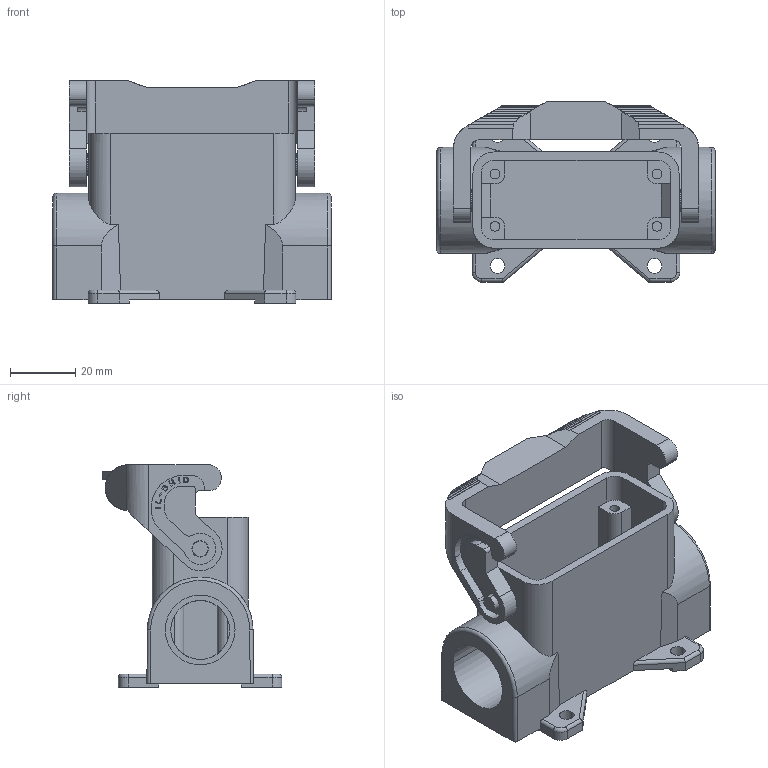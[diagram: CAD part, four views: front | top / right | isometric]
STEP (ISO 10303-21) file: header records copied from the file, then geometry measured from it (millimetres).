
FILE_DESCRIPTION(('Creo Elements/Direct Modeling STEP Export'),'2;1');
FILE_NAME('0ln7tug4lo6lsov4236','2018-11-16T13:23:39',(''),(''),'PTC Creo Elements/Direct Modeling STEP processor for AP214 (Solid Model)','PTC Creo Elements/Direct Modeling 19.0E 27-Jun-2016 (C) Parametric Technology GmbH','');
FILE_SCHEMA(('AUTOMOTIVE_DESIGN { 1 0 10303 214 1 1 1 1 }'));
Length unit declared in the file: millimetre
Products named in the file (2): CZP_15_L
Assembly tree (1 placements, depth 2):
  CZP_15_L
    CZP_15_L
Bounding box: 85 x 55 x 68 mm (x, y, z)
Volume: 60951.5 mm3; surface area: 33758.7 mm2
Topology: 1 solids, 1 shells, 395 faces, 1322 edges, 967 vertices
Faces by surface type: plane 212, cylinder 169, cone 8, torus 6
Entity records: 21367 total; most frequent: CARTESIAN_POINT 6536, ORIENTED_EDGE 2644, DIRECTION 2198, EDGE_CURVE 1322, VERTEX_POINT 967, VECTOR 902, LINE 902, AXIS2_PLACEMENT_3D 648
